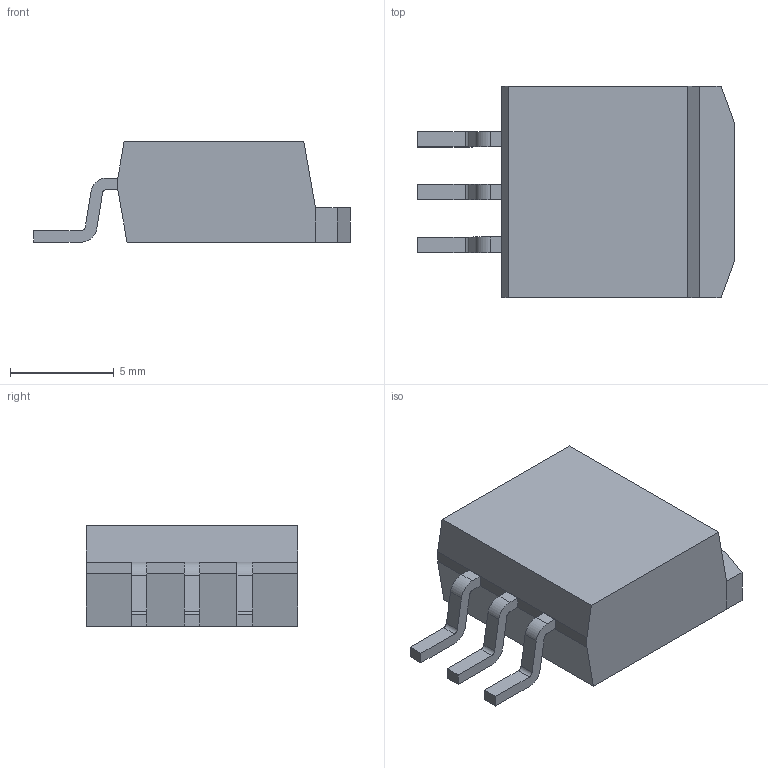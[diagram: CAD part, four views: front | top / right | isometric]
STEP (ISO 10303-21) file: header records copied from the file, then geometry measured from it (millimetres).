
FILE_DESCRIPTION(/* description */ (''),/* implementation_level */ '2;1');
FILE_NAME(/* name */ 'TO254P1524X483-4N-R765X1075.stp',/* time_stamp */ '2016-02-19T13:56:00+01:00',/* author */ ('riccim'),/* organization */ (''),/* preprocessor_version */ 'ST-DEVELOPER v15.5',/* originating_system */ 'AutoCAD Mechanical',/* authorisation */ '');
FILE_SCHEMA (('AUTOMOTIVE_DESIGN { 1 0 10303 214 3 1 1 }'));
Length unit declared in the file: millimetre
Products named in the file (1): Product
Bounding box: 15.24 x 10.16 x 4.83 mm (x, y, z)
Volume: 483.2 mm3; surface area: 600 mm2
Topology: 6 solids, 6 shells, 70 faces, 172 edges, 114 vertices
Faces by surface type: plane 58, cylinder 12
Entity records: 2078 total; most frequent: CARTESIAN_POINT 357, ORIENTED_EDGE 344, DIRECTION 338, EDGE_CURVE 172, LINE 148, VECTOR 148, VERTEX_POINT 114, AXIS2_PLACEMENT_3D 95
